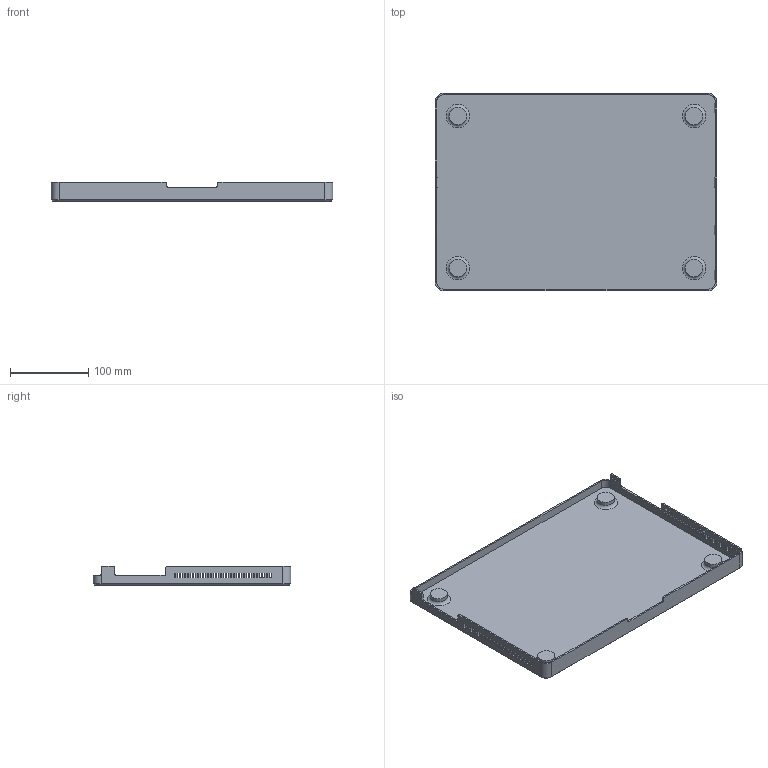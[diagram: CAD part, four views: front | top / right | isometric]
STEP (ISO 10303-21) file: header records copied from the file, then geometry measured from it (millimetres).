
FILE_DESCRIPTION(/* description */ (''),/* implementation_level */ '2;1');
FILE_NAME(/* name */ 'yah macbook case step file.step',/* time_stamp */ '2024-03-23T21:30:40+05:30',/* author */ (''),/* organization */ (''),/* preprocessor_version */ 'ST-DEVELOPER v20',/* originating_system */ 'Autodesk Translation Framework v12.20.1.177',/* authorisation */ '');
FILE_SCHEMA (('AUTOMOTIVE_DESIGN { 1 0 10303 214 3 1 1 }'));
Length unit declared in the file: millimetre
Products named in the file (1): yah macbook case
Bounding box: 360 x 252.5 x 24.4 mm (x, y, z)
Volume: 233679.4 mm3; surface area: 226744.9 mm2
Topology: 1 solids, 1 shells, 346 faces, 980 edges, 648 vertices
Faces by surface type: plane 310, cylinder 28, torus 4, cone 4
Full cylindrical faces by diameter (mm): 22 x4
Entity records: 11317 total; most frequent: CARTESIAN_POINT 2011, ORIENTED_EDGE 1960, DIRECTION 1734, EDGE_CURVE 980, LINE 912, VECTOR 912, VERTEX_POINT 648, EDGE_LOOP 476
